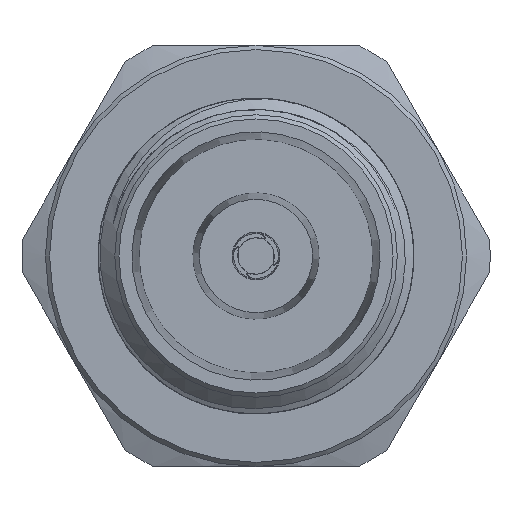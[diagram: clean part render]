
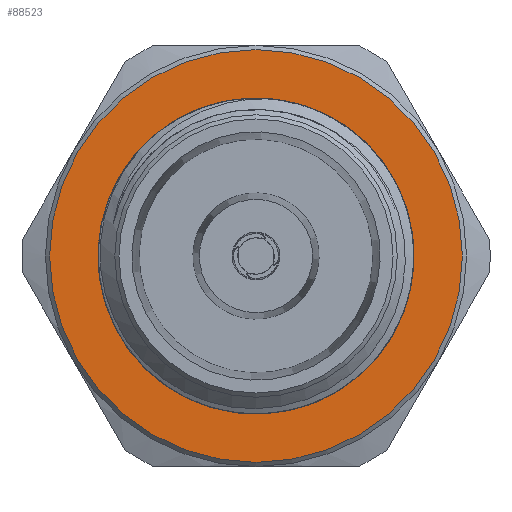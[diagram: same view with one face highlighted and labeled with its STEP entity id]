
A CAD part, left-side view. The second image highlights one B-rep face of the part: STEP entity #88523.
In plain terms, the highlighted planar face has unit normal (-1, 0, 0).
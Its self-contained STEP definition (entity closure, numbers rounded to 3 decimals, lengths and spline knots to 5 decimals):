
#4349 = ORIENTED_EDGE ( 'NONE', *, *, #63547, .T. ) ;
#7714 = EDGE_LOOP ( 'NONE', ( #4349 ) ) ;
#8313 = AXIS2_PLACEMENT_3D ( 'NONE', #73431, #28133, #9338 ) ;
#9338 = DIRECTION ( 'NONE',  ( 0., 0., -1. ) ) ;
#9560 = EDGE_CURVE ( 'NONE', #27403, #27403, #91372, .T. ) ;
#10720 = CARTESIAN_POINT ( 'NONE',  ( 0.56898, 0.338, 0. ) ) ;
#12478 = ORIENTED_EDGE ( 'NONE', *, *, #9560, .T. ) ;
#15638 = EDGE_LOOP ( 'NONE', ( #12478 ) ) ;
#16934 = CARTESIAN_POINT ( 'NONE',  ( 0.56898, 0., 0. ) ) ;
#27403 = VERTEX_POINT ( 'NONE', #109220 ) ;
#28133 = DIRECTION ( 'NONE',  ( 1., 0., 0. ) ) ;
#29510 = DIRECTION ( 'NONE',  ( 0., 0., 1. ) ) ;
#37556 = VERTEX_POINT ( 'NONE', #119035 ) ;
#52754 = FACE_OUTER_BOUND ( 'NONE', #7714, .T. ) ;
#55296 = DIRECTION ( 'NONE',  ( -1., 0., 0. ) ) ;
#63547 = EDGE_CURVE ( 'NONE', #37556, #37556, #96802, .T. ) ;
#63873 = DIRECTION ( 'NONE',  ( 0., 0., 1. ) ) ;
#70336 = FACE_BOUND ( 'NONE', #15638, .T. ) ;
#73431 = CARTESIAN_POINT ( 'NONE',  ( 0.56898, 0., 0. ) ) ;
#76032 = DIRECTION ( 'NONE',  ( -1., 0., 0. ) ) ;
#88523 = ADVANCED_FACE ( 'NONE', ( #52754, #70336 ), #113174, .T. ) ;
#91297 = AXIS2_PLACEMENT_3D ( 'NONE', #16934, #55296, #63873 ) ;
#91372 = CIRCLE ( 'NONE', #8313, 0.338 ) ;
#96802 = CIRCLE ( 'NONE', #91297, 0.49 ) ;
#109220 = CARTESIAN_POINT ( 'NONE',  ( 0.56898, 0., -0.338 ) ) ;
#113174 = PLANE ( 'NONE',  #118399 ) ;
#118399 = AXIS2_PLACEMENT_3D ( 'NONE', #10720, #76032, #29510 ) ;
#119035 = CARTESIAN_POINT ( 'NONE',  ( 0.56898, 0., 0.49 ) ) ;
